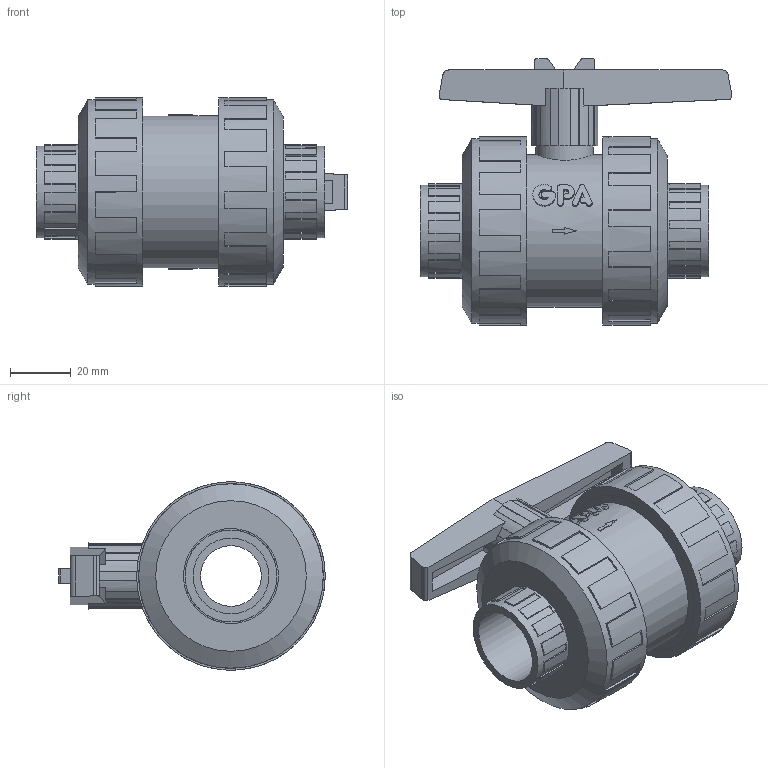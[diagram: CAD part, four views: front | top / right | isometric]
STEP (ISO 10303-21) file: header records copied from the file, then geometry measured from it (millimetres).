
FILE_DESCRIPTION(/* description */ ('PVC Ball Valve type S6 with EPDM/PE gasket and PVC Sockets, Ø25/DN20, PN16'),/* implementation_level */ '2;1');
FILE_NAME(/* name */ 'S6IU-PE-E-025',/* time_stamp */ '2022-08-04T16:50:38+02:00',/* author */ ('COAB Solutions'),/* organization */ ('GPA Flowsystem'),/* preprocessor_version */ 'ST-DEVELOPER v18.1',/* originating_system */ 'www.coabsolutions.com',/* authorisation */ 'unknown authorization');
FILE_SCHEMA (('AUTOMOTIVE_DESIGN { 1 0 10303 214 3 1 1 }'));
Length unit declared in the file: millimetre
Products named in the file (1): S6IU-PE-E-025
Bounding box: 102.5 x 87.67 x 62 mm (x, y, z)
Volume: 175038.7 mm3; surface area: 54353.6 mm2
Topology: 1 solids, 1 shells, 397 faces, 1109 edges, 736 vertices
Faces by surface type: plane 330, cylinder 44, bspline 21, cone 2
Full cylindrical faces by diameter (mm): 18.98 x1, 20 x1, 25 x2, 30.25 x2, 31.23 x2, 31.25 x2, 50.2 x2, 50.22 x3, 55.78 x2, 55.8 x2, 60.76 x2, 62 x2
Entity records: 13520 total; most frequent: CARTESIAN_POINT 2971, ORIENTED_EDGE 2218, DIRECTION 2143, EDGE_CURVE 1109, LINE 739, VECTOR 739, VERTEX_POINT 736, AXIS2_PLACEMENT_3D 702
